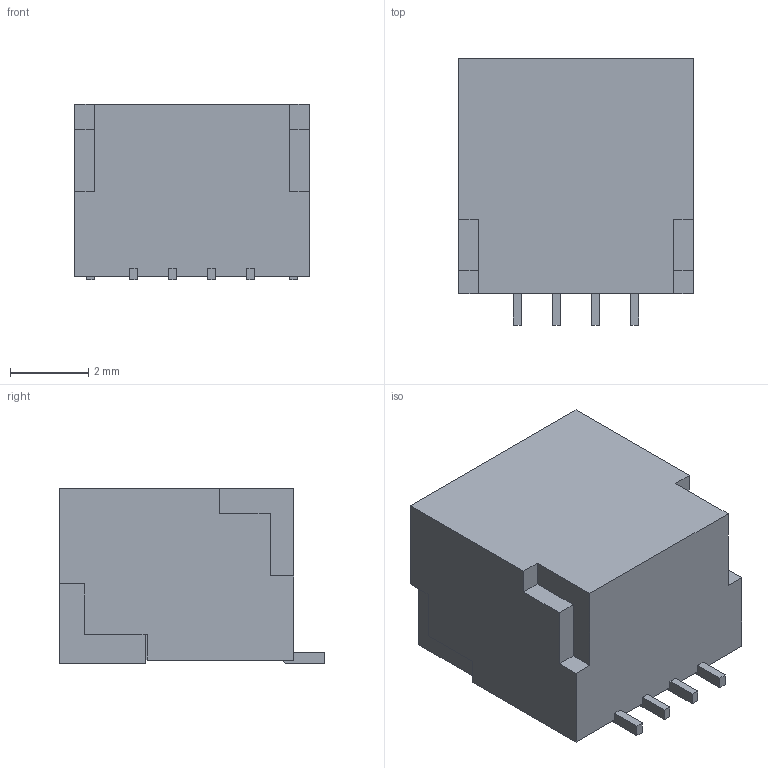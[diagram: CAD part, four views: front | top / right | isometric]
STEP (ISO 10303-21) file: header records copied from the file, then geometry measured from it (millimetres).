
FILE_DESCRIPTION(('FreeCAD Model'),'2;1');
FILE_NAME('SM04B-NSHSS.step','2018-03-13T16:05:18',( 'kicad StepUp'),('ksu MCAD'),'Open CASCADE STEP processor 6.8', 'FreeCAD','Unknown');
FILE_SCHEMA(('AUTOMOTIVE_DESIGN_CC2 { 1 2 10303 214 -1 1 5 4 }'));
Length unit declared in the file: millimetre
Products named in the file (2): ASSEMBLY; SM04B-NSHSS
Assembly tree (1 placements, depth 2):
  ASSEMBLY
    SM04B-NSHSS
Bounding box: 6 x 6.8 x 4.5 mm (x, y, z)
Volume: 102 mm3; surface area: 274.2 mm2
Topology: 1 solids, 1 shells, 78 faces, 218 edges, 144 vertices
Faces by surface type: plane 78
Entity records: 3027 total; most frequent: CARTESIAN_POINT 442, ORIENTED_EDGE 436, DIRECTION 378, EDGE_CURVE 218, LINE 218, VECTOR 218, VERTEX_POINT 144, AXIS2_PLACEMENT_3D 80
